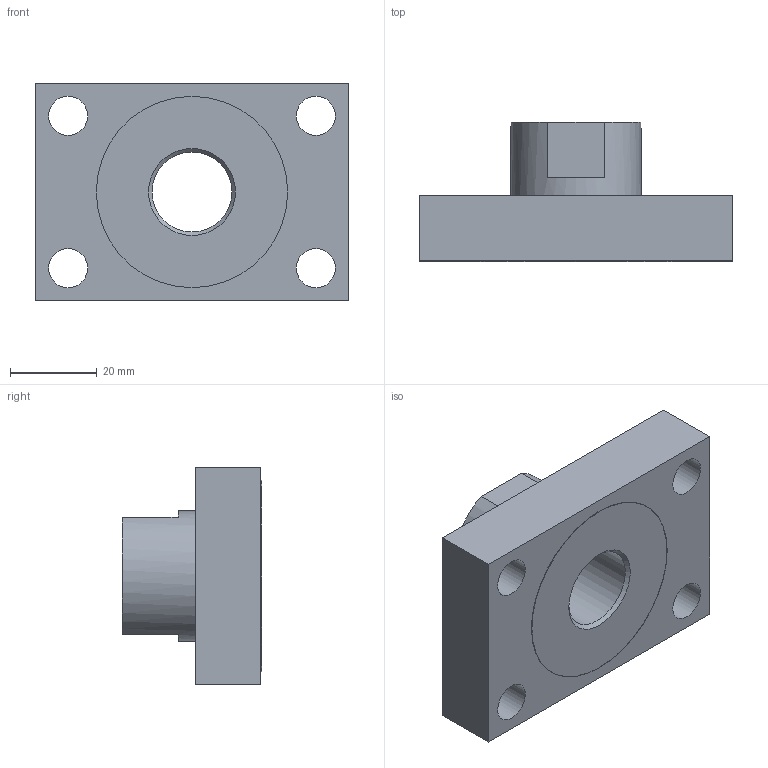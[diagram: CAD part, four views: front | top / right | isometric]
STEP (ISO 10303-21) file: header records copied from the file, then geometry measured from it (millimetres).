
FILE_DESCRIPTION(/* description */ ('STEP AP214'),/* implementation_level */ '2;1');
FILE_NAME(/* name */ '36128_KSZ-M20X15',/* time_stamp */ '2024-08-22T09:36:43+02:00',/* author */ ('License CC BY-ND 4.0'),/* organization */ ('CADENAS'),/* preprocessor_version */ 'ST-DEVELOPER v19.3',/* originating_system */ 'PARTsolutions',/* authorisation */ ' ');
FILE_SCHEMA (('AUTOMOTIVE_DESIGN {1 0 10303 214 3 1 1}'));
Length unit declared in the file: millimetre
Products named in the file (1): 36128 KSZ-M20x1,5
Bounding box: 72 x 32 x 50 mm (x, y, z)
Volume: 53457.4 mm3; surface area: 14908.4 mm2
Topology: 1 solids, 1 shells, 21 faces, 50 edges, 33 vertices
Faces by surface type: plane 12, cylinder 7, cone 2
Full cylindrical faces by diameter (mm): 9 x4, 18.376 x1, 30 x1, 44 x1
Entity records: 602 total; most frequent: DIRECTION 102, CARTESIAN_POINT 92, ORIENTED_EDGE 78, EDGE_LOOP 42, FACE_BOUND 42, AXIS2_PLACEMENT_3D 41, EDGE_CURVE 39, VERTEX_POINT 31
